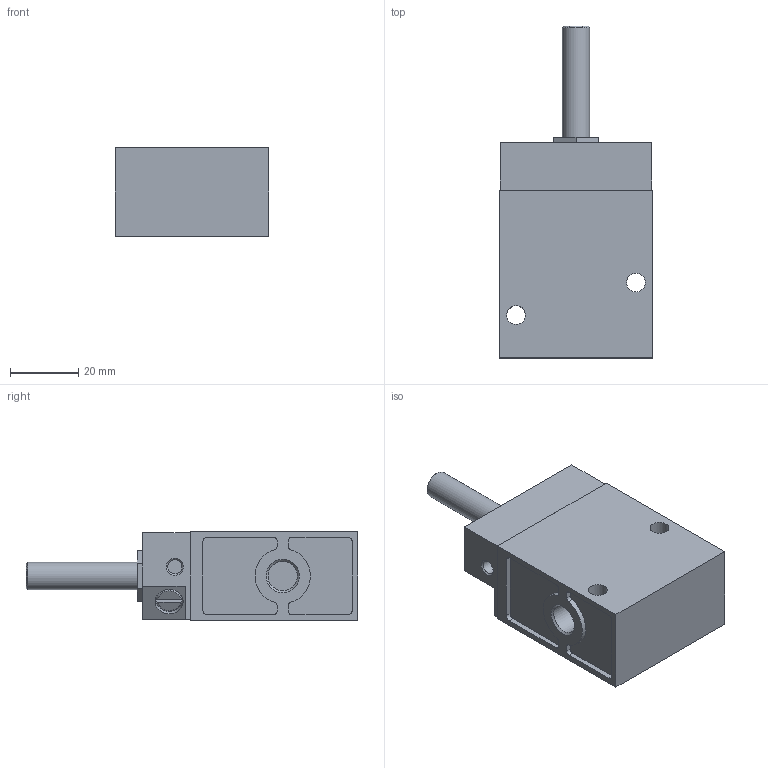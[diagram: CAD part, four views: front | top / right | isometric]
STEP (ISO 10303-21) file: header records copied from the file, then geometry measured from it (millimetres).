
FILE_DESCRIPTION(/* description */ ('STEP AP214'),/* implementation_level */ '2;1');
FILE_NAME(/* name */ '7958_MFH-3-1_8-S',/* time_stamp */ '2024-09-03T10:26:37+02:00',/* author */ ('License CC BY-ND 4.0'),/* organization */ ('CADENAS'),/* preprocessor_version */ 'ST-DEVELOPER v19.3',/* originating_system */ 'PARTsolutions',/* authorisation */ ' ');
FILE_SCHEMA (('AUTOMOTIVE_DESIGN {1 0 10303 214 3 1 1}'));
Length unit declared in the file: millimetre
Products named in the file (1): 7958 MFH-3-1/8-S
Bounding box: 45 x 97 x 26 mm (x, y, z)
Volume: 68319.5 mm3; surface area: 15034.4 mm2
Topology: 1 solids, 1 shells, 166 faces, 419 edges, 273 vertices
Faces by surface type: plane 81, cylinder 62, cone 21, torus 2
Full cylindrical faces by diameter (mm): 4.134 x2, 5.5 x2, 7 x2, 7.4 x2, 7.48 x1, 8 x1, 8.2 x1, 8.566 x3
Entity records: 4943 total; most frequent: CARTESIAN_POINT 1033, DIRECTION 787, ORIENTED_EDGE 784, EDGE_CURVE 392, AXIS2_PLACEMENT_3D 292, VERTEX_POINT 270, FACE_BOUND 212, EDGE_LOOP 211
